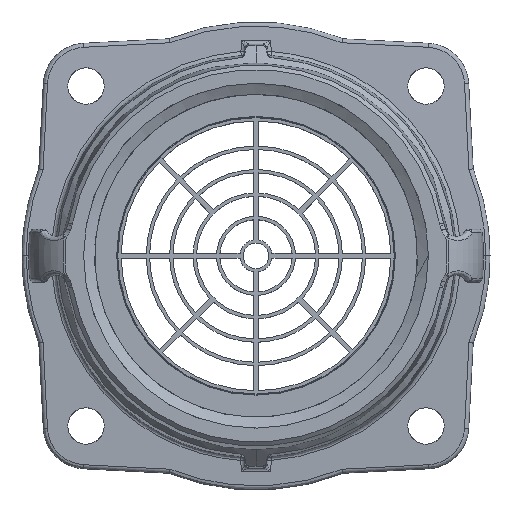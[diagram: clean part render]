
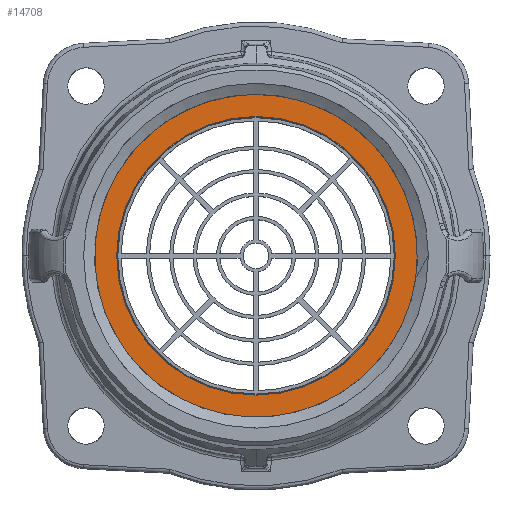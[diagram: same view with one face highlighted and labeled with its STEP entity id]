
A CAD part, top view. The second image highlights one B-rep face of the part: STEP entity #14708.
In plain terms, the highlighted planar face has unit normal (0, 0, 1).
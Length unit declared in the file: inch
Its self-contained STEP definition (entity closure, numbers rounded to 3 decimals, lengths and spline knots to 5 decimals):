
#14641=CARTESIAN_POINT('',(0.,0.,2.44375));
#14642=DIRECTION('',(0.,0.,-1.));
#14643=DIRECTION('',(1.,0.,0.));
#14644=AXIS2_PLACEMENT_3D('',#14641,#14642,#14643);
#14646=CARTESIAN_POINT('',(0.,0.,2.44375));
#14647=DIRECTION('',(0.,0.,-1.));
#14648=DIRECTION('',(-1.,0.,0.));
#14649=AXIS2_PLACEMENT_3D('',#14646,#14647,#14648);
#14651=CARTESIAN_POINT('',(0.,0.,2.44375));
#14652=DIRECTION('',(0.,0.,-1.));
#14653=DIRECTION('',(-1.,0.,0.));
#14654=AXIS2_PLACEMENT_3D('',#14651,#14652,#14653);
#14656=CARTESIAN_POINT('',(0.,0.,2.44375));
#14657=DIRECTION('',(0.,0.,-1.));
#14658=DIRECTION('',(1.,0.,0.));
#14659=AXIS2_PLACEMENT_3D('',#14656,#14657,#14658);
#14683=CARTESIAN_POINT('',(-2.57813,0.,2.44375));
#14684=CARTESIAN_POINT('',(2.57813,0.,2.44375));
#14685=VERTEX_POINT('',#14683);
#14686=VERTEX_POINT('',#14684);
#14687=CARTESIAN_POINT('',(-2.04688,0.,2.44375));
#14688=CARTESIAN_POINT('',(2.04688,0.,2.44375));
#14689=VERTEX_POINT('',#14687);
#14690=VERTEX_POINT('',#14688);
#14691=CARTESIAN_POINT('',(0.,0.,2.44375));
#14692=DIRECTION('',(0.,0.,1.));
#14693=DIRECTION('',(-1.,0.,0.));
#14694=AXIS2_PLACEMENT_3D('',#14691,#14692,#14693);
#14695=PLANE('',#14694);
#14697=ORIENTED_EDGE('',*,*,#14696,.T.);
#14699=ORIENTED_EDGE('',*,*,#14698,.T.);
#14700=EDGE_LOOP('',(#14697,#14699));
#14701=FACE_OUTER_BOUND('',#14700,.F.);
#14703=ORIENTED_EDGE('',*,*,#14702,.F.);
#14705=ORIENTED_EDGE('',*,*,#14704,.F.);
#14706=EDGE_LOOP('',(#14703,#14705));
#14707=FACE_BOUND('',#14706,.F.);
#14708=ADVANCED_FACE('',(#14701,#14707),#14695,.T.);
#14645=CIRCLE('',#14644,2.57813);
#14650=CIRCLE('',#14649,2.57813);
#14655=CIRCLE('',#14654,2.04688);
#14660=CIRCLE('',#14659,2.04688);
#14696=EDGE_CURVE('',#14686,#14685,#14645,.T.);
#14698=EDGE_CURVE('',#14685,#14686,#14650,.T.);
#14702=EDGE_CURVE('',#14689,#14690,#14655,.T.);
#14704=EDGE_CURVE('',#14690,#14689,#14660,.T.);
